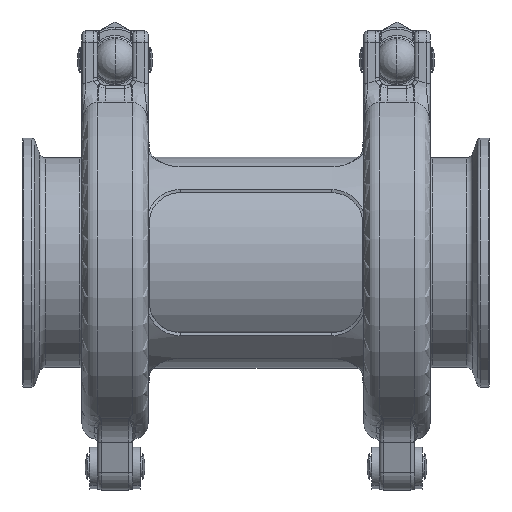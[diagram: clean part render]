
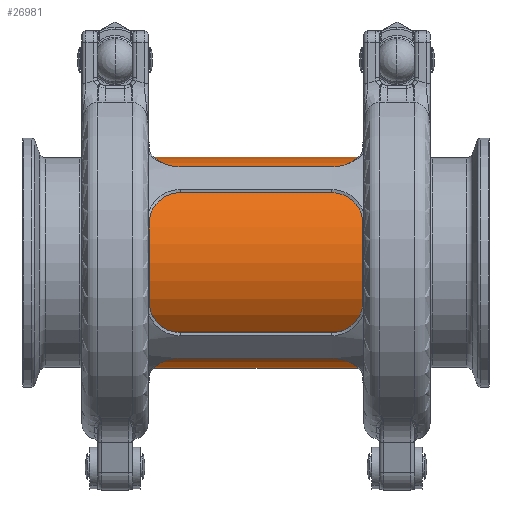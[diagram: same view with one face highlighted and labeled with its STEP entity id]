
A CAD part, front view. The second image highlights one B-rep face of the part: STEP entity #26981.
In plain terms, the highlighted cylindrical face has radius 27.175 mm (diameter 54.35 mm), a partial arc.
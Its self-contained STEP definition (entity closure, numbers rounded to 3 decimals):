
#95 = ORIENTED_EDGE ( 'NONE', *, *, #28643, .T. ) ;
#1350 = CARTESIAN_POINT ( 'NONE',  ( 70., 0., 27.175 ) ) ;
#1717 = CARTESIAN_POINT ( 'NONE',  ( 0.5, 0., -27.175 ) ) ;
#1974 = CIRCLE ( 'NONE', #21410, 27.175 ) ;
#2750 = VERTEX_POINT ( 'NONE', #4684 ) ;
#3574 = DIRECTION ( 'NONE',  ( -1., 0., 0. ) ) ;
#4684 = CARTESIAN_POINT ( 'NONE',  ( 0.5, 0., 27.175 ) ) ;
#5466 = DIRECTION ( 'NONE',  ( 0., 0., -1. ) ) ;
#5943 = ORIENTED_EDGE ( 'NONE', *, *, #23253, .T. ) ;
#6171 = VECTOR ( 'NONE', #11603, 1000. ) ;
#6472 = FACE_OUTER_BOUND ( 'NONE', #6594, .T. ) ;
#6594 = EDGE_LOOP ( 'NONE', ( #15018, #14844, #5943, #95 ) ) ;
#7134 = LINE ( 'NONE', #13657, #6171 ) ;
#8427 = DIRECTION ( 'NONE',  ( 0., 0., -1. ) ) ;
#10494 = CARTESIAN_POINT ( 'NONE',  ( 69.5, 0., 0. ) ) ;
#11224 = DIRECTION ( 'NONE',  ( 0., 0., 1. ) ) ;
#11585 = VECTOR ( 'NONE', #3574, 1000. ) ;
#11603 = DIRECTION ( 'NONE',  ( -1., 0., 0. ) ) ;
#13143 = CARTESIAN_POINT ( 'NONE',  ( 70., 0., 0. ) ) ;
#13437 = DIRECTION ( 'NONE',  ( -1., 0., 0. ) ) ;
#13548 = VERTEX_POINT ( 'NONE', #16960 ) ;
#13657 = CARTESIAN_POINT ( 'NONE',  ( 70., 0., -27.175 ) ) ;
#14844 = ORIENTED_EDGE ( 'NONE', *, *, #26880, .T. ) ;
#14845 = LINE ( 'NONE', #1350, #11585 ) ;
#14975 = DIRECTION ( 'NONE',  ( 1., 0., 0. ) ) ;
#15018 = ORIENTED_EDGE ( 'NONE', *, *, #23853, .F. ) ;
#15140 = VERTEX_POINT ( 'NONE', #16138 ) ;
#15850 = AXIS2_PLACEMENT_3D ( 'NONE', #28825, #14975, #8427 ) ;
#16138 = CARTESIAN_POINT ( 'NONE',  ( 69.5, 0., 27.175 ) ) ;
#16960 = CARTESIAN_POINT ( 'NONE',  ( 69.5, 0., -27.175 ) ) ;
#20455 = AXIS2_PLACEMENT_3D ( 'NONE', #13143, #13437, #11224 ) ;
#21410 = AXIS2_PLACEMENT_3D ( 'NONE', #10494, #26122, #5466 ) ;
#22977 = CIRCLE ( 'NONE', #15850, 27.175 ) ;
#23253 = EDGE_CURVE ( 'NONE', #15140, #2750, #14845, .T. ) ;
#23853 = EDGE_CURVE ( 'NONE', #13548, #28351, #7134, .T. ) ;
#24456 = CYLINDRICAL_SURFACE ( 'NONE', #20455, 27.175 ) ;
#26122 = DIRECTION ( 'NONE',  ( -1., 0., 0. ) ) ;
#26880 = EDGE_CURVE ( 'NONE', #13548, #15140, #1974, .T. ) ;
#26981 = ADVANCED_FACE ( 'NONE', ( #6472 ), #24456, .T. ) ;
#28351 = VERTEX_POINT ( 'NONE', #1717 ) ;
#28643 = EDGE_CURVE ( 'NONE', #2750, #28351, #22977, .T. ) ;
#28825 = CARTESIAN_POINT ( 'NONE',  ( 0.5, 0., 0. ) ) ;
